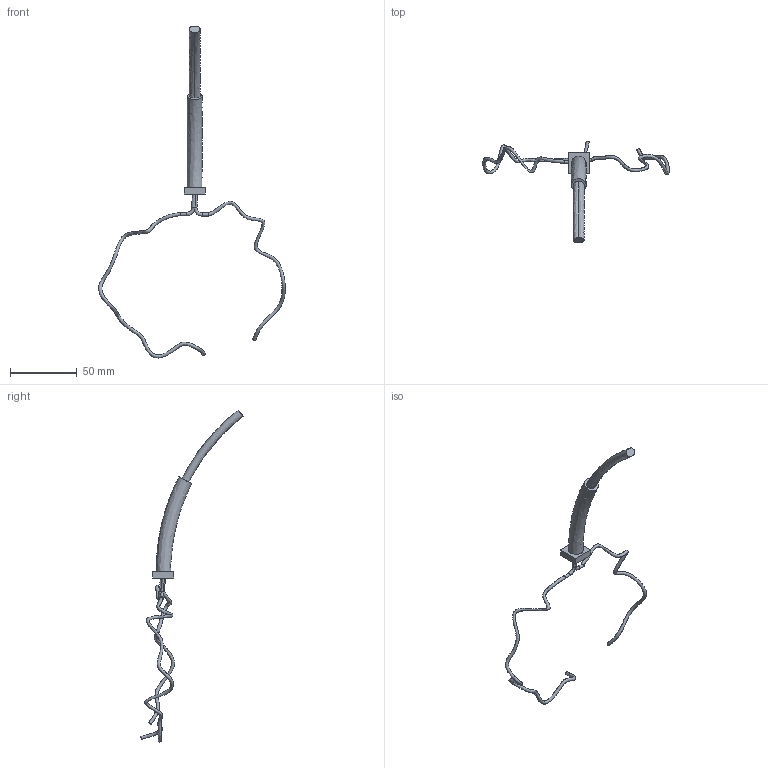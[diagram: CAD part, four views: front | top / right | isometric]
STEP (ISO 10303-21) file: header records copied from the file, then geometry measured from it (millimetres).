
FILE_DESCRIPTION(('produced by SPATIAL CORP'),'2;1');
FILE_NAME('Part24.hh.sat.stp', '2002-04-22T11:44:29+00:00',('SPATIAL CORP'),('SPATIAL CORP'), 'ACIS STEP Husk','http://www.spatial.com','SPATIAL CORP');
FILE_SCHEMA(('CONFIG_CONTROL_DESIGN'));
Length unit declared in the file: millimetre
Products named in the file (1): PRODUCT_ID_1
Bounding box: 139.44 x 76.42 x 248.1 mm (x, y, z)
Volume: 12477.4 mm3; surface area: 8015.2 mm2
Topology: 1 solids, 1 shells, 23 faces, 48 edges, 30 vertices
Faces by surface type: bspline 13, plane 10
Entity records: 2251 total; most frequent: CARTESIAN_POINT 1800, ORIENTED_EDGE 96, EDGE_CURVE 48, DIRECTION 32, VERTEX_POINT 30, B_SPLINE_CURVE_WITH_KNOTS 28, EDGE_LOOP 26, FACE_BOUND 26
